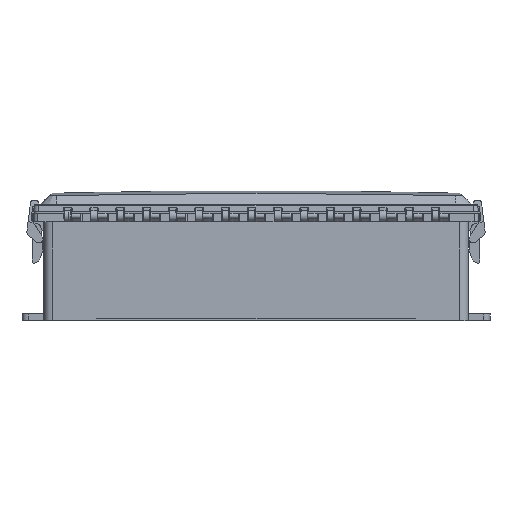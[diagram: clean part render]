
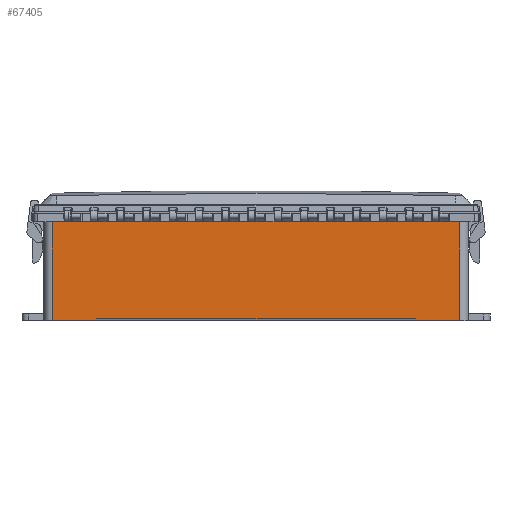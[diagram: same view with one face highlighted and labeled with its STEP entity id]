
A CAD part, left-side view. The second image highlights one B-rep face of the part: STEP entity #67405.
In plain terms, the highlighted planar face has unit normal (-1, 0, 0).
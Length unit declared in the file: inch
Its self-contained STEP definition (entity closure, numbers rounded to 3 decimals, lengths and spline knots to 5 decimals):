
#1882 = AXIS2_PLACEMENT_3D ( 'NONE', #49523, #36456, #4511 ) ;
#4511 = DIRECTION ( 'NONE',  ( 0., 1., 0. ) ) ;
#5053 = DIRECTION ( 'NONE',  ( 0., 1., 0. ) ) ;
#6320 = CARTESIAN_POINT ( 'NONE',  ( -12.1149, 11.64, 2.07091 ) ) ;
#7320 = ORIENTED_EDGE ( 'NONE', *, *, #70154, .T. ) ;
#11216 = PLANE ( 'NONE',  #1882 ) ;
#11687 = LINE ( 'NONE', #62263, #22191 ) ;
#13315 = VERTEX_POINT ( 'NONE', #76251 ) ;
#16641 = ORIENTED_EDGE ( 'NONE', *, *, #69719, .F. ) ;
#17811 = CARTESIAN_POINT ( 'NONE',  ( -12.1149, 11.64, 2.07091 ) ) ;
#22191 = VECTOR ( 'NONE', #30198, 39.37008 ) ;
#22998 = EDGE_CURVE ( 'NONE', #13315, #24200, #34126, .T. ) ;
#23421 = FACE_OUTER_BOUND ( 'NONE', #35335, .T. ) ;
#24200 = VERTEX_POINT ( 'NONE', #49063 ) ;
#26739 = DIRECTION ( 'NONE',  ( 0., 0., 1. ) ) ;
#30198 = DIRECTION ( 'NONE',  ( 0., 0., 1. ) ) ;
#30261 = EDGE_CURVE ( 'NONE', #13315, #71138, #32222, .T. ) ;
#31604 = VECTOR ( 'NONE', #41513, 39.37008 ) ;
#31623 = ORIENTED_EDGE ( 'NONE', *, *, #30261, .T. ) ;
#32222 = LINE ( 'NONE', #38133, #52394 ) ;
#33282 = CARTESIAN_POINT ( 'NONE',  ( -12.1149, 11.64, -3.56909 ) ) ;
#34126 = LINE ( 'NONE', #33282, #81080 ) ;
#35335 = EDGE_LOOP ( 'NONE', ( #31623, #7320, #16641, #56635 ) ) ;
#36456 = DIRECTION ( 'NONE',  ( 1., 0., 0. ) ) ;
#36592 = CARTESIAN_POINT ( 'NONE',  ( -12.1149, -11.64, 2.07091 ) ) ;
#38133 = CARTESIAN_POINT ( 'NONE',  ( -12.1149, -11.64, -37.83522 ) ) ;
#41513 = DIRECTION ( 'NONE',  ( 0., 1., 0. ) ) ;
#49063 = CARTESIAN_POINT ( 'NONE',  ( -12.1149, 11.64, -3.56909 ) ) ;
#49523 = CARTESIAN_POINT ( 'NONE',  ( -12.1149, 11.64, -37.83522 ) ) ;
#52394 = VECTOR ( 'NONE', #26739, 39.37008 ) ;
#54601 = LINE ( 'NONE', #17811, #31604 ) ;
#56635 = ORIENTED_EDGE ( 'NONE', *, *, #22998, .F. ) ;
#60084 = VERTEX_POINT ( 'NONE', #6320 ) ;
#62263 = CARTESIAN_POINT ( 'NONE',  ( -12.1149, 11.64, -37.83522 ) ) ;
#67405 = ADVANCED_FACE ( 'NONE', ( #23421 ), #11216, .F. ) ;
#69719 = EDGE_CURVE ( 'NONE', #24200, #60084, #11687, .T. ) ;
#70154 = EDGE_CURVE ( 'NONE', #71138, #60084, #54601, .T. ) ;
#71138 = VERTEX_POINT ( 'NONE', #36592 ) ;
#76251 = CARTESIAN_POINT ( 'NONE',  ( -12.1149, -11.64, -3.56909 ) ) ;
#81080 = VECTOR ( 'NONE', #5053, 39.37008 ) ;
